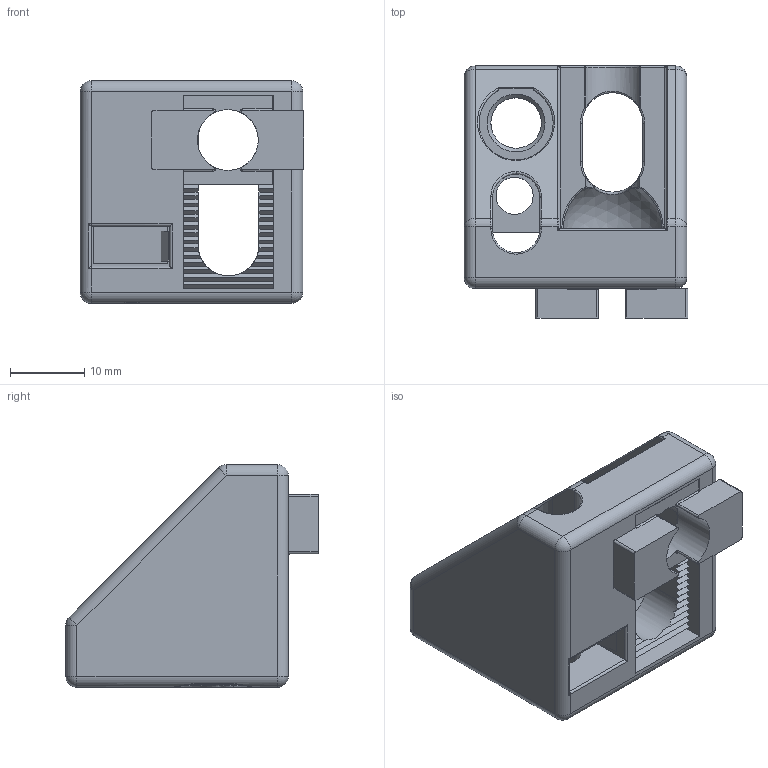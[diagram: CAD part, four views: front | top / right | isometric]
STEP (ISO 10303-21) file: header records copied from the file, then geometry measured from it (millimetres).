
FILE_DESCRIPTION(/* description */ ('KriTec Multiblock 8 Zn'),/* implementation_level */ '2;1');
FILE_NAME(/* name */ '11089_KriTec_Multiblock_8_Zn.stp',/* time_stamp */ '2021-04-15T15:22:45+02:00',/* author */ ('Nell'),/* organization */ (''),/* preprocessor_version */ 'ST-DEVELOPER v17',/* originating_system */ 'Autodesk Inventor 2018',/* authorisation */ '');
FILE_SCHEMA (('AUTOMOTIVE_DESIGN { 1 0 10303 214 3 1 1 }','PROCESS_PLANNING_SCHEMA'));
Length unit declared in the file: millimetre
Products named in the file (5): 11089; 11089_2; 11089_3; 11089_1; 11089_4
Assembly tree (4 placements, depth 2):
  11089
    11089_2
    11089_3
    11089_1
    11089_4
Bounding box: 30.15 x 34 x 30 mm (x, y, z)
Volume: 10918.3 mm3; surface area: 7989.7 mm2
Topology: 4 solids, 4 shells, 700 faces, 1980 edges, 1270 vertices
Faces by surface type: plane 519, cylinder 91, torus 45, bspline 25, sphere 17, cone 3
Full cylindrical faces by diameter (mm): 5 x1, 6.8 x1, 8.2 x1
Entity records: 24648 total; most frequent: CARTESIAN_POINT 6357, ORIENTED_EDGE 3932, DIRECTION 3641, EDGE_CURVE 1966, LINE 1513, VECTOR 1513, VERTEX_POINT 1270, AXIS2_PLACEMENT_3D 1064
